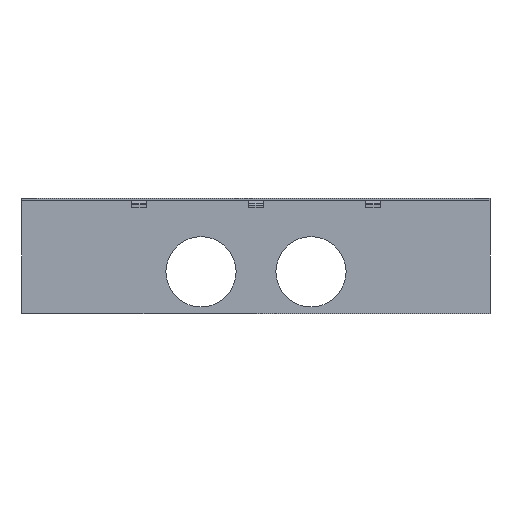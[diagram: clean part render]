
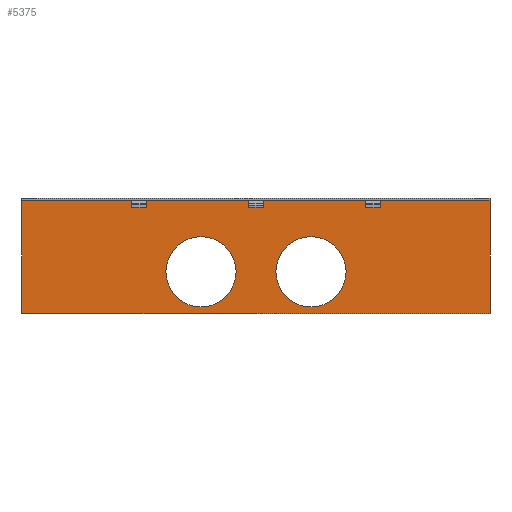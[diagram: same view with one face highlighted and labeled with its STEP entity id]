
A CAD part, front view. The second image highlights one B-rep face of the part: STEP entity #5375.
In plain terms, the highlighted planar face has unit normal (0, -1, 0).
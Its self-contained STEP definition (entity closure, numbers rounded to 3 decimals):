
#40 = VECTOR ( 'NONE', #3360, 1000. ) ;
#55 = DIRECTION ( 'NONE',  ( 1., 0., 0. ) ) ;
#142 = LINE ( 'NONE', #4085, #6950 ) ;
#194 = VERTEX_POINT ( 'NONE', #1333 ) ;
#219 = LINE ( 'NONE', #6557, #3480 ) ;
#253 = ORIENTED_EDGE ( 'NONE', *, *, #8686, .F. ) ;
#426 = VERTEX_POINT ( 'NONE', #1657 ) ;
#443 = EDGE_CURVE ( 'NONE', #7762, #5015, #8266, .T. ) ;
#524 = CARTESIAN_POINT ( 'NONE',  ( 100., 0., 0. ) ) ;
#595 = DIRECTION ( 'NONE',  ( 0., 0., -1. ) ) ;
#817 = ORIENTED_EDGE ( 'NONE', *, *, #1812, .F. ) ;
#967 = ORIENTED_EDGE ( 'NONE', *, *, #1855, .T. ) ;
#996 = VECTOR ( 'NONE', #3718, 1000. ) ;
#1066 = ORIENTED_EDGE ( 'NONE', *, *, #5120, .T. ) ;
#1269 = CARTESIAN_POINT ( 'NONE',  ( -100., 0., 48.5 ) ) ;
#1314 = EDGE_LOOP ( 'NONE', ( #817, #1727 ) ) ;
#1333 = CARTESIAN_POINT ( 'NONE',  ( -100., 0., 2. ) ) ;
#1405 = EDGE_CURVE ( 'NONE', #7762, #2469, #9041, .T. ) ;
#1413 = CARTESIAN_POINT ( 'NONE',  ( 23.5, 0., 18. ) ) ;
#1450 = CARTESIAN_POINT ( 'NONE',  ( -23.5, 0., 18. ) ) ;
#1454 = CARTESIAN_POINT ( 'NONE',  ( 100., 0., 2. ) ) ;
#1500 = DIRECTION ( 'NONE',  ( 0., 0., -1. ) ) ;
#1657 = CARTESIAN_POINT ( 'NONE',  ( -100., 0., 0. ) ) ;
#1727 = ORIENTED_EDGE ( 'NONE', *, *, #2429, .F. ) ;
#1731 = EDGE_CURVE ( 'NONE', #5341, #8082, #7980, .T. ) ;
#1758 = EDGE_CURVE ( 'NONE', #2397, #3380, #4767, .T. ) ;
#1812 = EDGE_CURVE ( 'NONE', #8434, #6983, #1866, .T. ) ;
#1855 = EDGE_CURVE ( 'NONE', #194, #426, #219, .T. ) ;
#1866 = CIRCLE ( 'NONE', #3971, 15. ) ;
#1876 = ORIENTED_EDGE ( 'NONE', *, *, #3969, .F. ) ;
#2089 = AXIS2_PLACEMENT_3D ( 'NONE', #1413, #7190, #7922 ) ;
#2114 = FACE_OUTER_BOUND ( 'NONE', #7526, .T. ) ;
#2181 = AXIS2_PLACEMENT_3D ( 'NONE', #6404, #8554, #595 ) ;
#2358 = DIRECTION ( 'NONE',  ( 0., 0., 1. ) ) ;
#2397 = VERTEX_POINT ( 'NONE', #6473 ) ;
#2429 = EDGE_CURVE ( 'NONE', #6983, #8434, #2510, .T. ) ;
#2431 = FACE_BOUND ( 'NONE', #9317, .T. ) ;
#2469 = VERTEX_POINT ( 'NONE', #7426 ) ;
#2510 = CIRCLE ( 'NONE', #2089, 15. ) ;
#2544 = VECTOR ( 'NONE', #55, 1000. ) ;
#2673 = DIRECTION ( 'NONE',  ( 0., 0., 1. ) ) ;
#2906 = ORIENTED_EDGE ( 'NONE', *, *, #443, .T. ) ;
#3139 = CARTESIAN_POINT ( 'NONE',  ( 100., 0., 0. ) ) ;
#3176 = CARTESIAN_POINT ( 'NONE',  ( 100., 0., 47.5 ) ) ;
#3178 = VECTOR ( 'NONE', #5540, 1000. ) ;
#3360 = DIRECTION ( 'NONE',  ( 0., 0., 1. ) ) ;
#3380 = VERTEX_POINT ( 'NONE', #4043 ) ;
#3440 = CARTESIAN_POINT ( 'NONE',  ( 23.5, 0., 3. ) ) ;
#3458 = CARTESIAN_POINT ( 'NONE',  ( -100., 0., 0. ) ) ;
#3480 = VECTOR ( 'NONE', #1500, 1000. ) ;
#3579 = VECTOR ( 'NONE', #6056, 1000. ) ;
#3718 = DIRECTION ( 'NONE',  ( 0., 0., -1. ) ) ;
#3969 = EDGE_CURVE ( 'NONE', #2469, #426, #7048, .T. ) ;
#3971 = AXIS2_PLACEMENT_3D ( 'NONE', #4140, #9236, #4878 ) ;
#4043 = CARTESIAN_POINT ( 'NONE',  ( -23.5, 0., 33. ) ) ;
#4085 = CARTESIAN_POINT ( 'NONE',  ( -100., 0., 0. ) ) ;
#4140 = CARTESIAN_POINT ( 'NONE',  ( 23.5, 0., 18. ) ) ;
#4308 = AXIS2_PLACEMENT_3D ( 'NONE', #1450, #8788, #4408 ) ;
#4408 = DIRECTION ( 'NONE',  ( 0., 0., -1. ) ) ;
#4628 = VERTEX_POINT ( 'NONE', #7470 ) ;
#4712 = ORIENTED_EDGE ( 'NONE', *, *, #8867, .F. ) ;
#4767 = CIRCLE ( 'NONE', #2181, 15. ) ;
#4870 = PLANE ( 'NONE',  #6798 ) ;
#4878 = DIRECTION ( 'NONE',  ( 0., 0., -1. ) ) ;
#5015 = VERTEX_POINT ( 'NONE', #6626 ) ;
#5041 = CARTESIAN_POINT ( 'NONE',  ( 100., 0., 48.5 ) ) ;
#5120 = EDGE_CURVE ( 'NONE', #5015, #4628, #8932, .T. ) ;
#5341 = VERTEX_POINT ( 'NONE', #6369 ) ;
#5375 = ADVANCED_FACE ( 'NONE', ( #7454, #2431, #2114 ), #4870, .T. ) ;
#5540 = DIRECTION ( 'NONE',  ( -1., 0., 0. ) ) ;
#6056 = DIRECTION ( 'NONE',  ( 0., 0., 1. ) ) ;
#6122 = VECTOR ( 'NONE', #2358, 1000. ) ;
#6369 = CARTESIAN_POINT ( 'NONE',  ( -100., 0., 47.5 ) ) ;
#6404 = CARTESIAN_POINT ( 'NONE',  ( -23.5, 0., 18. ) ) ;
#6473 = CARTESIAN_POINT ( 'NONE',  ( -23.5, 0., 3. ) ) ;
#6557 = CARTESIAN_POINT ( 'NONE',  ( -100., 0., 2. ) ) ;
#6626 = CARTESIAN_POINT ( 'NONE',  ( 100., 0., 47.5 ) ) ;
#6691 = ORIENTED_EDGE ( 'NONE', *, *, #1731, .F. ) ;
#6798 = AXIS2_PLACEMENT_3D ( 'NONE', #524, #9254, #9288 ) ;
#6950 = VECTOR ( 'NONE', #2673, 1000. ) ;
#6983 = VERTEX_POINT ( 'NONE', #3440 ) ;
#7048 = LINE ( 'NONE', #8562, #3178 ) ;
#7190 = DIRECTION ( 'NONE',  ( 0., -1., 0. ) ) ;
#7258 = CARTESIAN_POINT ( 'NONE',  ( 100., 0., 0. ) ) ;
#7419 = CARTESIAN_POINT ( 'NONE',  ( 23.5, 0., 33. ) ) ;
#7426 = CARTESIAN_POINT ( 'NONE',  ( 100., 0., 0. ) ) ;
#7454 = FACE_BOUND ( 'NONE', #1314, .T. ) ;
#7470 = CARTESIAN_POINT ( 'NONE',  ( 100., 0., 48.5 ) ) ;
#7526 = EDGE_LOOP ( 'NONE', ( #4712, #967, #1876, #9299, #2906, #1066, #9136, #6691 ) ) ;
#7762 = VERTEX_POINT ( 'NONE', #1454 ) ;
#7922 = DIRECTION ( 'NONE',  ( 0., 0., -1. ) ) ;
#7972 = CIRCLE ( 'NONE', #4308, 15. ) ;
#7980 = LINE ( 'NONE', #3458, #40 ) ;
#8082 = VERTEX_POINT ( 'NONE', #1269 ) ;
#8204 = EDGE_CURVE ( 'NONE', #8082, #4628, #9351, .T. ) ;
#8266 = LINE ( 'NONE', #3139, #6122 ) ;
#8434 = VERTEX_POINT ( 'NONE', #7419 ) ;
#8518 = ORIENTED_EDGE ( 'NONE', *, *, #1758, .F. ) ;
#8554 = DIRECTION ( 'NONE',  ( 0., -1., 0. ) ) ;
#8562 = CARTESIAN_POINT ( 'NONE',  ( 100., 0., 0. ) ) ;
#8686 = EDGE_CURVE ( 'NONE', #3380, #2397, #7972, .T. ) ;
#8788 = DIRECTION ( 'NONE',  ( 0., -1., 0. ) ) ;
#8867 = EDGE_CURVE ( 'NONE', #194, #5341, #142, .T. ) ;
#8932 = LINE ( 'NONE', #3176, #3579 ) ;
#9041 = LINE ( 'NONE', #7258, #996 ) ;
#9136 = ORIENTED_EDGE ( 'NONE', *, *, #8204, .F. ) ;
#9236 = DIRECTION ( 'NONE',  ( 0., -1., 0. ) ) ;
#9254 = DIRECTION ( 'NONE',  ( 0., -1., 0. ) ) ;
#9288 = DIRECTION ( 'NONE',  ( 0., 0., -1. ) ) ;
#9299 = ORIENTED_EDGE ( 'NONE', *, *, #1405, .F. ) ;
#9317 = EDGE_LOOP ( 'NONE', ( #253, #8518 ) ) ;
#9351 = LINE ( 'NONE', #5041, #2544 ) ;
